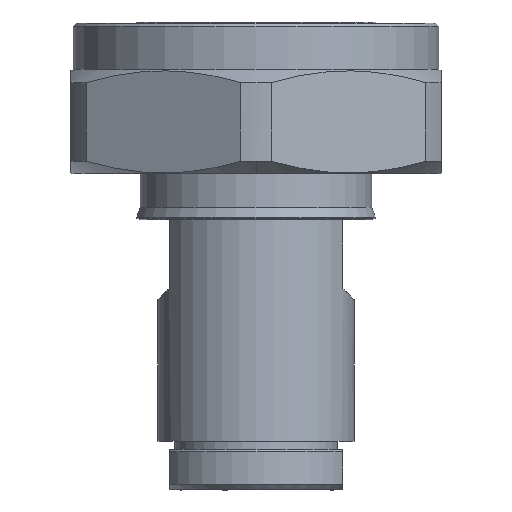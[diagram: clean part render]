
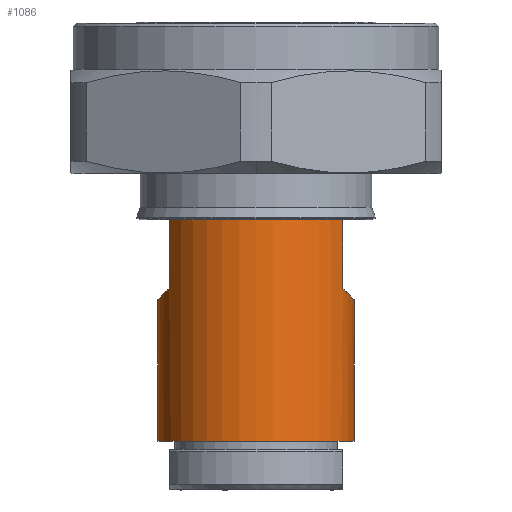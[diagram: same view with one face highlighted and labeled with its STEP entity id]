
A CAD part, front view. The second image highlights one B-rep face of the part: STEP entity #1086.
In plain terms, the highlighted cylindrical face has radius 8.5 mm (diameter 17 mm), a partial arc.
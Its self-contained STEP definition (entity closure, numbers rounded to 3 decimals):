
#1 = CARTESIAN_POINT ( 'NONE',  ( 7.5, -4., -23. ) ) ;
#6 = CIRCLE ( 'NONE', #1187, 8.5 ) ;
#10 = CARTESIAN_POINT ( 'NONE',  ( -8.5, 0., 2.071 ) ) ;
#112 = EDGE_CURVE ( 'NONE', #4247, #2402, #964, .T. ) ;
#122 = CARTESIAN_POINT ( 'NONE',  ( 8.5, 0., -24. ) ) ;
#226 = CARTESIAN_POINT ( 'NONE',  ( 0., 0., -17. ) ) ;
#236 = CARTESIAN_POINT ( 'NONE',  ( 0., 0., -36.2 ) ) ;
#283 = ORIENTED_EDGE ( 'NONE', *, *, #1269, .F. ) ;
#314 = EDGE_CURVE ( 'NONE', #949, #3461, #2416, .T. ) ;
#357 = VECTOR ( 'NONE', #1681, 1000. ) ;
#373 = CIRCLE ( 'NONE', #5136, 8.5 ) ;
#385 = ORIENTED_EDGE ( 'NONE', *, *, #112, .T. ) ;
#433 = DIRECTION ( 'NONE',  ( 0., 0., 1. ) ) ;
#559 = VERTEX_POINT ( 'NONE', #848 ) ;
#671 = DIRECTION ( 'NONE',  ( 0., 0., 1. ) ) ;
#813 = ORIENTED_EDGE ( 'NONE', *, *, #314, .T. ) ;
#848 = CARTESIAN_POINT ( 'NONE',  ( 7.5, -4., -17. ) ) ;
#917 = CARTESIAN_POINT ( 'NONE',  ( 0., 0., -16. ) ) ;
#919 = ORIENTED_EDGE ( 'NONE', *, *, #1465, .F. ) ;
#949 = VERTEX_POINT ( 'NONE', #1160 ) ;
#964 = LINE ( 'NONE', #1863, #4165 ) ;
#993 = DIRECTION ( 'NONE',  ( 1., 0., 0. ) ) ;
#1002 = DIRECTION ( 'NONE',  ( 0., 0., 1. ) ) ;
#1075 = ORIENTED_EDGE ( 'NONE', *, *, #1350, .T. ) ;
#1086 = ADVANCED_FACE ( 'NONE', ( #2090 ), #2035, .T. ) ;
#1113 = ORIENTED_EDGE ( 'NONE', *, *, #4867, .T. ) ;
#1138 = EDGE_CURVE ( 'NONE', #2916, #3931, #3045, .T. ) ;
#1148 = DIRECTION ( 'NONE',  ( 1., 0., 0. ) ) ;
#1160 = CARTESIAN_POINT ( 'NONE',  ( 8.5, 0., -16. ) ) ;
#1187 = AXIS2_PLACEMENT_3D ( 'NONE', #226, #1002, #5431 ) ;
#1201 = VERTEX_POINT ( 'NONE', #4346 ) ;
#1245 = EDGE_LOOP ( 'NONE', ( #919, #2818, #3987, #2067, #1505, #1075, #1113, #813, #283, #3508, #385, #5247 ) ) ;
#1269 = EDGE_CURVE ( 'NONE', #4461, #3461, #5369, .T. ) ;
#1350 = EDGE_CURVE ( 'NONE', #559, #2944, #373, .T. ) ;
#1363 = LINE ( 'NONE', #2617, #357 ) ;
#1419 = DIRECTION ( 'NONE',  ( 0., 0., -1. ) ) ;
#1465 = EDGE_CURVE ( 'NONE', #2916, #5717, #1554, .T. ) ;
#1505 = ORIENTED_EDGE ( 'NONE', *, *, #2340, .T. ) ;
#1529 =( BOUNDED_CURVE ( )  B_SPLINE_CURVE ( 3, ( #122, #5764, #1708, #4164 ),
 .UNSPECIFIED., .F., .T. ) 
 B_SPLINE_CURVE_WITH_KNOTS ( ( 4, 4 ),
 ( 3.142, 3.632 ),
 .UNSPECIFIED. ) 
 CURVE ( )  GEOMETRIC_REPRESENTATION_ITEM ( )  RATIONAL_B_SPLINE_CURVE ( ( 1., 0.98, 0.98, 1. ) ) 
 REPRESENTATION_ITEM ( '' )  );
#1550 = CARTESIAN_POINT ( 'NONE',  ( -8.5, 0., -17. ) ) ;
#1554 = LINE ( 'NONE', #10, #2974 ) ;
#1605 = DIRECTION ( 'NONE',  ( 1., 0., 0. ) ) ;
#1678 = LINE ( 'NONE', #3848, #5044 ) ;
#1681 = DIRECTION ( 'NONE',  ( 0., 0., 1. ) ) ;
#1708 = CARTESIAN_POINT ( 'NONE',  ( 8.16, -2.763, -23.66 ) ) ;
#1863 = CARTESIAN_POINT ( 'NONE',  ( -7.5, -4., 2.071 ) ) ;
#1888 = CARTESIAN_POINT ( 'NONE',  ( 8.5, 0., -36.2 ) ) ;
#1892 = DIRECTION ( 'NONE',  ( 0., 0., 1. ) ) ;
#1998 = AXIS2_PLACEMENT_3D ( 'NONE', #236, #3856, #1148 ) ;
#2035 = CYLINDRICAL_SURFACE ( 'NONE', #4493, 8.5 ) ;
#2067 = ORIENTED_EDGE ( 'NONE', *, *, #4637, .T. ) ;
#2090 = FACE_OUTER_BOUND ( 'NONE', #1245, .T. ) ;
#2147 = CARTESIAN_POINT ( 'NONE',  ( -7.5, -4., -23. ) ) ;
#2340 = EDGE_CURVE ( 'NONE', #4003, #559, #1363, .T. ) ;
#2402 = VERTEX_POINT ( 'NONE', #2528 ) ;
#2416 = CIRCLE ( 'NONE', #3161, 8.5 ) ;
#2476 = CARTESIAN_POINT ( 'NONE',  ( -8.5, 0., -36.2 ) ) ;
#2490 = DIRECTION ( 'NONE',  ( 0., 0., 1. ) ) ;
#2528 = CARTESIAN_POINT ( 'NONE',  ( -7.5, -4., -23. ) ) ;
#2594 = CARTESIAN_POINT ( 'NONE',  ( -8.5, 0., -16. ) ) ;
#2617 = CARTESIAN_POINT ( 'NONE',  ( 7.5, -4., 2.071 ) ) ;
#2638 = CARTESIAN_POINT ( 'NONE',  ( -8.5, 0., -24. ) ) ;
#2782 = CARTESIAN_POINT ( 'NONE',  ( 8.5, 0., 2.071 ) ) ;
#2818 = ORIENTED_EDGE ( 'NONE', *, *, #1138, .T. ) ;
#2855 =( BOUNDED_CURVE ( )  B_SPLINE_CURVE ( 3, ( #2147, #3041, #5653, #4198 ),
 .UNSPECIFIED., .F., .F. ) 
 B_SPLINE_CURVE_WITH_KNOTS ( ( 4, 4 ),
 ( 2.652, 3.142 ),
 .UNSPECIFIED. ) 
 CURVE ( )  GEOMETRIC_REPRESENTATION_ITEM ( )  RATIONAL_B_SPLINE_CURVE ( ( 1., 0.98, 0.98, 1. ) ) 
 REPRESENTATION_ITEM ( '' )  );
#2916 = VERTEX_POINT ( 'NONE', #2476 ) ;
#2944 = VERTEX_POINT ( 'NONE', #4626 ) ;
#2974 = VECTOR ( 'NONE', #1892, 1000. ) ;
#3041 = CARTESIAN_POINT ( 'NONE',  ( -8.16, -2.763, -23.66 ) ) ;
#3045 = CIRCLE ( 'NONE', #1998, 8.5 ) ;
#3114 = VECTOR ( 'NONE', #433, 1000. ) ;
#3124 = DIRECTION ( 'NONE',  ( 0., 0., 1. ) ) ;
#3161 = AXIS2_PLACEMENT_3D ( 'NONE', #917, #1419, #993 ) ;
#3302 = LINE ( 'NONE', #2782, #5492 ) ;
#3461 = VERTEX_POINT ( 'NONE', #2594 ) ;
#3466 = EDGE_CURVE ( 'NONE', #2402, #5717, #2855, .T. ) ;
#3508 = ORIENTED_EDGE ( 'NONE', *, *, #3682, .T. ) ;
#3682 = EDGE_CURVE ( 'NONE', #4461, #4247, #6, .T. ) ;
#3848 = CARTESIAN_POINT ( 'NONE',  ( 8.5, 0., 2.071 ) ) ;
#3856 = DIRECTION ( 'NONE',  ( 0., 0., 1. ) ) ;
#3931 = VERTEX_POINT ( 'NONE', #1888 ) ;
#3940 = DIRECTION ( 'NONE',  ( 1., 0., 0. ) ) ;
#3987 = ORIENTED_EDGE ( 'NONE', *, *, #5135, .T. ) ;
#4003 = VERTEX_POINT ( 'NONE', #1 ) ;
#4125 = CARTESIAN_POINT ( 'NONE',  ( -7.5, -4., -17. ) ) ;
#4164 = CARTESIAN_POINT ( 'NONE',  ( 7.5, -4., -23. ) ) ;
#4165 = VECTOR ( 'NONE', #4260, 1000. ) ;
#4166 = CARTESIAN_POINT ( 'NONE',  ( -8.5, 0., 2.071 ) ) ;
#4198 = CARTESIAN_POINT ( 'NONE',  ( -8.5, 0., -24. ) ) ;
#4247 = VERTEX_POINT ( 'NONE', #4125 ) ;
#4260 = DIRECTION ( 'NONE',  ( 0., 0., -1. ) ) ;
#4346 = CARTESIAN_POINT ( 'NONE',  ( 8.5, 0., -24. ) ) ;
#4461 = VERTEX_POINT ( 'NONE', #1550 ) ;
#4493 = AXIS2_PLACEMENT_3D ( 'NONE', #4924, #4538, #3940 ) ;
#4538 = DIRECTION ( 'NONE',  ( 0., 0., 1. ) ) ;
#4626 = CARTESIAN_POINT ( 'NONE',  ( 8.5, 0., -17. ) ) ;
#4637 = EDGE_CURVE ( 'NONE', #1201, #4003, #1529, .T. ) ;
#4692 = CARTESIAN_POINT ( 'NONE',  ( 0., 0., -17. ) ) ;
#4867 = EDGE_CURVE ( 'NONE', #2944, #949, #3302, .T. ) ;
#4924 = CARTESIAN_POINT ( 'NONE',  ( 0., 0., 2.071 ) ) ;
#5044 = VECTOR ( 'NONE', #671, 1000. ) ;
#5135 = EDGE_CURVE ( 'NONE', #3931, #1201, #1678, .T. ) ;
#5136 = AXIS2_PLACEMENT_3D ( 'NONE', #4692, #2490, #1605 ) ;
#5247 = ORIENTED_EDGE ( 'NONE', *, *, #3466, .T. ) ;
#5369 = LINE ( 'NONE', #4166, #3114 ) ;
#5431 = DIRECTION ( 'NONE',  ( 1., 0., 0. ) ) ;
#5492 = VECTOR ( 'NONE', #3124, 1000. ) ;
#5653 = CARTESIAN_POINT ( 'NONE',  ( -8.5, -1.402, -24. ) ) ;
#5717 = VERTEX_POINT ( 'NONE', #2638 ) ;
#5764 = CARTESIAN_POINT ( 'NONE',  ( 8.5, -1.402, -24. ) ) ;
